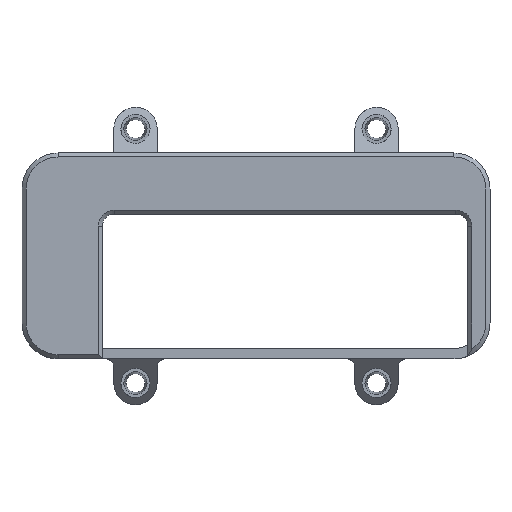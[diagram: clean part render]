
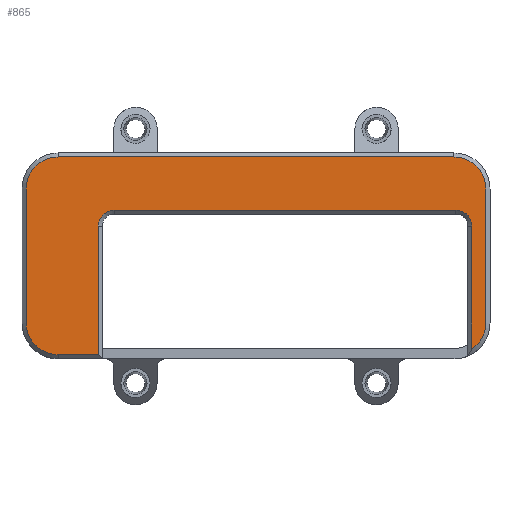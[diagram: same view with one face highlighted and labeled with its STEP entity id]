
A CAD part, top view. The second image highlights one B-rep face of the part: STEP entity #865.
In plain terms, the highlighted planar face has unit normal (0, 0, 1).
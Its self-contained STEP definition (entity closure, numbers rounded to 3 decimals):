
#89 = CARTESIAN_POINT ( 'NONE',  ( -57.25, -16.625, 24.32 ) ) ;
#92 = EDGE_CURVE ( 'NONE', #803, #2400, #810, .T. ) ;
#100 = EDGE_LOOP ( 'NONE', ( #3675, #180, #1519, #1111, #2244, #994, #2447, #3163, #2755, #404, #1935, #736, #3805 ) ) ;
#177 = EDGE_CURVE ( 'NONE', #1028, #803, #215, .T. ) ;
#180 = ORIENTED_EDGE ( 'NONE', *, *, #1114, .T. ) ;
#215 = LINE ( 'NONE', #3632, #2868 ) ;
#257 = CARTESIAN_POINT ( 'NONE',  ( -39.25, -24.625, 24.32 ) ) ;
#289 = CARTESIAN_POINT ( 'NONE',  ( -49.25, -24.625, 24.32 ) ) ;
#338 = VECTOR ( 'NONE', #3696, 1000. ) ;
#369 = VERTEX_POINT ( 'NONE', #289 ) ;
#383 = DIRECTION ( 'NONE',  ( 0., 0., 1. ) ) ;
#404 = ORIENTED_EDGE ( 'NONE', *, *, #2863, .T. ) ;
#435 = VECTOR ( 'NONE', #2192, 1000. ) ;
#445 = CARTESIAN_POINT ( 'NONE',  ( -38.25, -24.625, 24.32 ) ) ;
#460 = CARTESIAN_POINT ( 'NONE',  ( -49.25, 24.625, 24.32 ) ) ;
#532 = CARTESIAN_POINT ( 'NONE',  ( -57.25, 16.625, 24.32 ) ) ;
#579 = EDGE_CURVE ( 'NONE', #2391, #786, #2233, .T. ) ;
#613 = DIRECTION ( 'NONE',  ( 1., 0., 0. ) ) ;
#679 = VERTEX_POINT ( 'NONE', #89 ) ;
#736 = ORIENTED_EDGE ( 'NONE', *, *, #1469, .T. ) ;
#786 = VERTEX_POINT ( 'NONE', #460 ) ;
#803 = VERTEX_POINT ( 'NONE', #1020 ) ;
#810 = CIRCLE ( 'NONE', #1508, 4. ) ;
#865 = ADVANCED_FACE ( 'NONE', ( #1198 ), #2067, .T. ) ;
#924 = EDGE_CURVE ( 'NONE', #1968, #1454, #1314, .T. ) ;
#946 = DIRECTION ( 'NONE',  ( 0., 0., 1. ) ) ;
#950 = EDGE_CURVE ( 'NONE', #2400, #3308, #2094, .T. ) ;
#971 = CARTESIAN_POINT ( 'NONE',  ( 53.75, 16.625, 24.32 ) ) ;
#977 = EDGE_CURVE ( 'NONE', #3308, #3432, #2673, .T. ) ;
#986 = LINE ( 'NONE', #3040, #2463 ) ;
#994 = ORIENTED_EDGE ( 'NONE', *, *, #92, .T. ) ;
#1020 = CARTESIAN_POINT ( 'NONE',  ( 49.75, 11.375, 24.32 ) ) ;
#1028 = VERTEX_POINT ( 'NONE', #3413 ) ;
#1041 = DIRECTION ( 'NONE',  ( 0., 0., -1. ) ) ;
#1111 = ORIENTED_EDGE ( 'NONE', *, *, #2163, .T. ) ;
#1114 = EDGE_CURVE ( 'NONE', #369, #1968, #2034, .T. ) ;
#1149 = DIRECTION ( 'NONE',  ( 0., -1., 0. ) ) ;
#1169 = CARTESIAN_POINT ( 'NONE',  ( 57.25, -16.625, 24.32 ) ) ;
#1174 = AXIS2_PLACEMENT_3D ( 'NONE', #1811, #946, #1548 ) ;
#1198 = FACE_OUTER_BOUND ( 'NONE', #100, .T. ) ;
#1314 = LINE ( 'NONE', #2744, #338 ) ;
#1454 = VERTEX_POINT ( 'NONE', #2117 ) ;
#1469 = EDGE_CURVE ( 'NONE', #786, #3353, #2027, .T. ) ;
#1504 = DIRECTION ( 'NONE',  ( 1., 0., 0. ) ) ;
#1508 = AXIS2_PLACEMENT_3D ( 'NONE', #3049, #1041, #3079 ) ;
#1519 = ORIENTED_EDGE ( 'NONE', *, *, #924, .T. ) ;
#1547 = DIRECTION ( 'NONE',  ( 1., 0., 0. ) ) ;
#1548 = DIRECTION ( 'NONE',  ( 1., 0., 0. ) ) ;
#1641 = AXIS2_PLACEMENT_3D ( 'NONE', #3296, #383, #1547 ) ;
#1804 = CARTESIAN_POINT ( 'NONE',  ( 57.25, 16.625, 24.32 ) ) ;
#1811 = CARTESIAN_POINT ( 'NONE',  ( -49.25, 16.625, 24.32 ) ) ;
#1824 = CARTESIAN_POINT ( 'NONE',  ( -49.25, -16.625, 24.32 ) ) ;
#1935 = ORIENTED_EDGE ( 'NONE', *, *, #579, .T. ) ;
#1942 = CARTESIAN_POINT ( 'NONE',  ( -35.25, 7.375, 24.32 ) ) ;
#1968 = VERTEX_POINT ( 'NONE', #257 ) ;
#2025 = AXIS2_PLACEMENT_3D ( 'NONE', #1942, #2518, #2208 ) ;
#2027 = CIRCLE ( 'NONE', #1174, 8. ) ;
#2028 = CARTESIAN_POINT ( 'NONE',  ( -57.25, -16.625, 24.32 ) ) ;
#2034 = LINE ( 'NONE', #445, #2895 ) ;
#2067 = PLANE ( 'NONE',  #2537 ) ;
#2087 = CIRCLE ( 'NONE', #2025, 4. ) ;
#2094 = LINE ( 'NONE', #971, #435 ) ;
#2102 = DIRECTION ( 'NONE',  ( 0., 0., 1. ) ) ;
#2117 = CARTESIAN_POINT ( 'NONE',  ( -39.25, 7.375, 24.32 ) ) ;
#2163 = EDGE_CURVE ( 'NONE', #1454, #1028, #2087, .T. ) ;
#2192 = DIRECTION ( 'NONE',  ( 0., -1., 0. ) ) ;
#2208 = DIRECTION ( 'NONE',  ( 1., 0., 0. ) ) ;
#2222 = DIRECTION ( 'NONE',  ( 1., 0., 0. ) ) ;
#2233 = LINE ( 'NONE', #3521, #3378 ) ;
#2244 = ORIENTED_EDGE ( 'NONE', *, *, #177, .T. ) ;
#2280 = EDGE_CURVE ( 'NONE', #3353, #679, #3135, .T. ) ;
#2349 = VECTOR ( 'NONE', #1149, 1000. ) ;
#2388 = DIRECTION ( 'NONE',  ( 0., 0., 1. ) ) ;
#2391 = VERTEX_POINT ( 'NONE', #3659 ) ;
#2400 = VERTEX_POINT ( 'NONE', #2734 ) ;
#2425 = DIRECTION ( 'NONE',  ( -1., 0., 0. ) ) ;
#2447 = ORIENTED_EDGE ( 'NONE', *, *, #950, .T. ) ;
#2463 = VECTOR ( 'NONE', #3324, 1000. ) ;
#2498 = DIRECTION ( 'NONE',  ( 0., 0., 1. ) ) ;
#2518 = DIRECTION ( 'NONE',  ( 0., 0., -1. ) ) ;
#2537 = AXIS2_PLACEMENT_3D ( 'NONE', #2644, #2102, #1504 ) ;
#2605 = AXIS2_PLACEMENT_3D ( 'NONE', #1824, #2388, #613 ) ;
#2644 = CARTESIAN_POINT ( 'NONE',  ( 49.25, 16.625, 24.32 ) ) ;
#2673 = CIRCLE ( 'NONE', #3523, 8. ) ;
#2734 = CARTESIAN_POINT ( 'NONE',  ( 53.75, 7.375, 24.32 ) ) ;
#2744 = CARTESIAN_POINT ( 'NONE',  ( -39.25, 7.375, 24.32 ) ) ;
#2755 = ORIENTED_EDGE ( 'NONE', *, *, #2823, .T. ) ;
#2778 = CARTESIAN_POINT ( 'NONE',  ( 49.25, -16.625, 24.32 ) ) ;
#2823 = EDGE_CURVE ( 'NONE', #3432, #2976, #986, .T. ) ;
#2863 = EDGE_CURVE ( 'NONE', #2976, #2391, #3299, .T. ) ;
#2868 = VECTOR ( 'NONE', #3379, 1000. ) ;
#2895 = VECTOR ( 'NONE', #3074, 1000. ) ;
#2949 = EDGE_CURVE ( 'NONE', #679, #369, #3619, .T. ) ;
#2976 = VERTEX_POINT ( 'NONE', #1804 ) ;
#3040 = CARTESIAN_POINT ( 'NONE',  ( 57.25, 16.625, 24.32 ) ) ;
#3049 = CARTESIAN_POINT ( 'NONE',  ( 49.75, 7.375, 24.32 ) ) ;
#3074 = DIRECTION ( 'NONE',  ( 1., 0., 0. ) ) ;
#3079 = DIRECTION ( 'NONE',  ( 1., 0., 0. ) ) ;
#3135 = LINE ( 'NONE', #2028, #2349 ) ;
#3163 = ORIENTED_EDGE ( 'NONE', *, *, #977, .T. ) ;
#3296 = CARTESIAN_POINT ( 'NONE',  ( 49.25, 16.625, 24.32 ) ) ;
#3299 = CIRCLE ( 'NONE', #1641, 8. ) ;
#3308 = VERTEX_POINT ( 'NONE', #3397 ) ;
#3324 = DIRECTION ( 'NONE',  ( 0., 1., 0. ) ) ;
#3353 = VERTEX_POINT ( 'NONE', #532 ) ;
#3378 = VECTOR ( 'NONE', #2425, 1000. ) ;
#3379 = DIRECTION ( 'NONE',  ( 1., 0., 0. ) ) ;
#3397 = CARTESIAN_POINT ( 'NONE',  ( 53.75, -23.239, 24.32 ) ) ;
#3413 = CARTESIAN_POINT ( 'NONE',  ( -35.25, 11.375, 24.32 ) ) ;
#3432 = VERTEX_POINT ( 'NONE', #1169 ) ;
#3521 = CARTESIAN_POINT ( 'NONE',  ( -49.25, 24.625, 24.32 ) ) ;
#3523 = AXIS2_PLACEMENT_3D ( 'NONE', #2778, #2498, #2222 ) ;
#3619 = CIRCLE ( 'NONE', #2605, 8. ) ;
#3632 = CARTESIAN_POINT ( 'NONE',  ( 49.25, 11.375, 24.32 ) ) ;
#3659 = CARTESIAN_POINT ( 'NONE',  ( 49.25, 24.625, 24.32 ) ) ;
#3675 = ORIENTED_EDGE ( 'NONE', *, *, #2949, .T. ) ;
#3696 = DIRECTION ( 'NONE',  ( 0., 1., 0. ) ) ;
#3805 = ORIENTED_EDGE ( 'NONE', *, *, #2280, .T. ) ;
